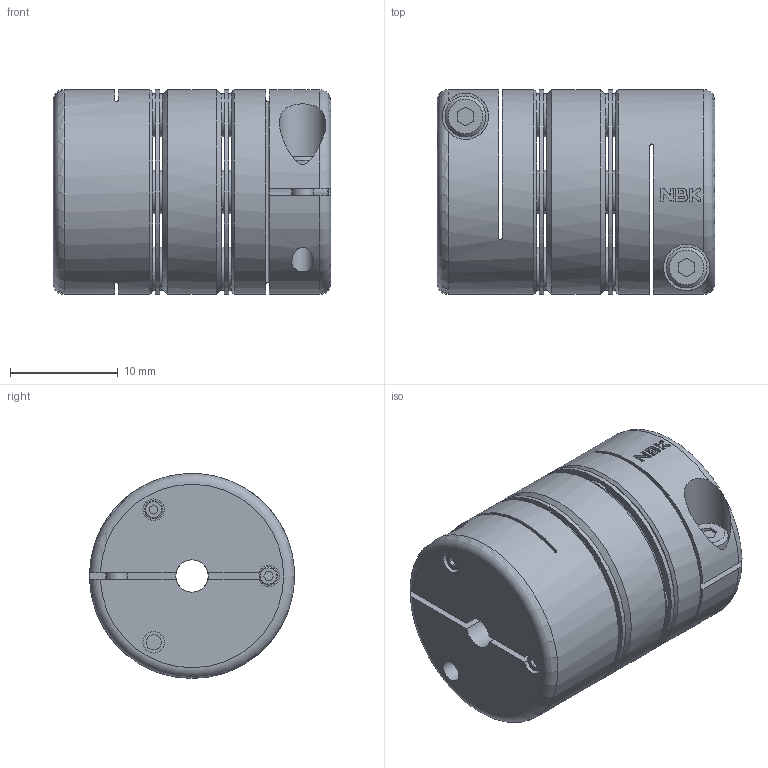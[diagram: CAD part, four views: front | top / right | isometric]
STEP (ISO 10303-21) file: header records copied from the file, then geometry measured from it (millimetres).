
FILE_DESCRIPTION(/* description */ ('STEP AP214'),/* implementation_level */ '2;1');
FILE_NAME(/* name */ 'XHW-19C-3-3',/* time_stamp */ '2024-06-05T11:24:56+02:00',/* author */ ('License CC BY-ND 4.0'),/* organization */ ('CADENAS'),/* preprocessor_version */ 'ST-DEVELOPER v19.3',/* originating_system */ 'PARTsolutions',/* authorisation */ ' ');
FILE_SCHEMA (('AUTOMOTIVE_DESIGN {1 0 10303 214 3 1 1}'));
Length unit declared in the file: millimetre
Products named in the file (5): XHW-19C-3-3; XHW-19C - 3-3 - Hub 1-2.0; XHW-19C - Disk-2.0; XHW-19C_Spacer_2.0; XHW-19C - 3-3 - Hub 2-2.0
Assembly tree (5 placements, depth 2):
  XHW-19C-3-3
    XHW-19C - 3-3 - Hub 1-2.0
    XHW-19C - Disk-2.0  x2
    XHW-19C_Spacer_2.0
    XHW-19C - 3-3 - Hub 2-2.0
Bounding box: 25.7 x 19 x 19 mm (x, y, z)
Volume: 6172.5 mm3; surface area: 5484.3 mm2
Topology: 5 solids, 7 shells, 213 faces, 504 edges, 332 vertices
Faces by surface type: plane 131, cylinder 68, cone 8, torus 6
Full cylindrical faces by diameter (mm): 1.4 x4, 1.7 x4, 2 x10, 2.5 x2, 3 x2, 3.8 x2, 4 x16, 4.3 x2, 8.5 x3, 19 x5
Entity records: 5698 total; most frequent: CARTESIAN_POINT 1050, DIRECTION 956, ORIENTED_EDGE 812, EDGE_CURVE 406, AXIS2_PLACEMENT_3D 363, EDGE_LOOP 318, FACE_BOUND 318, VERTEX_POINT 298
